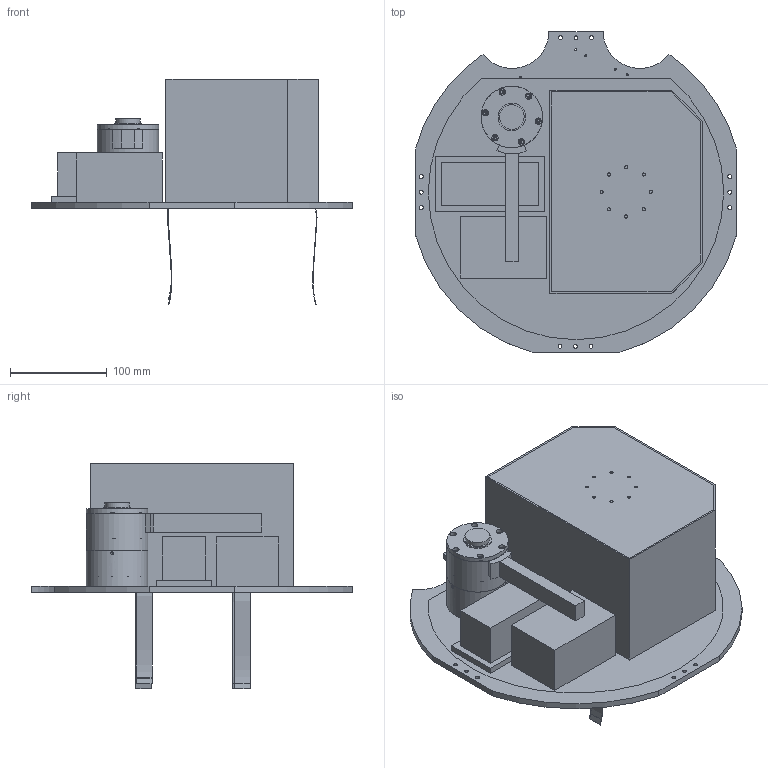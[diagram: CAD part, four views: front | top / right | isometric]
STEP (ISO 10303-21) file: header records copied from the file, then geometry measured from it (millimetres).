
FILE_DESCRIPTION(/* description */ (''),/* implementation_level */ '2;1');
FILE_NAME(/* name */ 'platelayoutCOMPDR.stp',/* time_stamp */ '2017-11-07T11:12:52-05:00',/* author */ (''),/* organization */ (''),/* preprocessor_version */ 'ST-DEVELOPER v16',/* originating_system */ 'SIEMENS PLM Software NX 11.0',/* authorisation */ '');
FILE_SCHEMA (('AUTOMOTIVE_DESIGN { 1 0 10303 214 3 1 1 1 }'));
Length unit declared in the file: inch
Products named in the file (31): OVA5647483; OVA5647_Housing484; OVA5647_IR-Glas485; OVA5647_Pigtail486; tubeholderbase2472; bearing holder473; Central Housing445; Motor End Cover444; Pitch Motor Housing V281478; End Effector V3479; RasPi_Camera_Board489; siliconbacking; rod_holder480; slide rod481; test_tube482; Shaker_motor; shaker_disk; link_arm; holderhalf463; holderhalf2464; BasePlate (1)484; PayloadSA218485; new sunshade363486; newerbox448; Electronics Box V2503; SCAMP To Scale_stp455; OVA5647_FOV504; PiCamwithsilicon; tubeholder491; shakerwithrods369492; platelayoutCOM_stp
Assembly tree (50 placements, depth 4):
  platelayoutCOM_stp
    Electronics Box V2503
    newerbox448
    new sunshade363486
    PayloadSA218485
    BasePlate (1)484
    shakerwithrods369492  x2
      tubeholder491
        bearing holder473  x4
        tubeholderbase2472
      test_tube482
      slide rod481
      rod_holder480
    PiCamwithsilicon  x4
      siliconbacking
      OVA5647_FOV504
        OVA5647_Pigtail486
        OVA5647_IR-Glas485
        OVA5647_Housing484
        OVA5647483
      RasPi_Camera_Board489
    holderhalf2464  x6
    SCAMP To Scale_stp455
      End Effector V3479
      Pitch Motor Housing V281478
      Motor End Cover444
      Central Housing445
    holderhalf463  x2
    link_arm  x2
    shaker_disk  x2
    Shaker_motor  x2
Bounding box: 331.22 x 331.22 x 232.97 mm (x, y, z)
Volume: 1938340.9 mm3; surface area: 882478.3 mm2
Topology: 75 solids, 75 shells, 2636 faces, 6530 edges, 4206 vertices
Faces by surface type: plane 1196, cylinder 888, torus 496, bspline 44, cone 12
Full cylindrical faces by diameter (mm): 1.7 x2, 2.032 x5, 2.383 x12, 2.845 x19, 3.048 x9, 3.175 x12, 3.454 x6, 3.7 x8, 3.734 x6, 4.064 x18, 5.715 x6, 6.096 x1, 6.35 x12, 6.502 x6, 6.731 x8, 7.112 x4, 8.636 x12, 9.652 x4, 9.804 x4, 12.7 x16, 13.411 x8, 17.78 x8, 18.542 x4, 19.05 x8, 20 x1, 25.4 x1, 28.575 x1, 31.75 x2, 37.973 x1, 46.99 x3
Entity records: 27748 total; most frequent: CARTESIAN_POINT 5533, DIRECTION 4627, ORIENTED_EDGE 3972, EDGE_CURVE 1986, AXIS2_PLACEMENT_3D 1866, EDGE_LOOP 1391, VERTEX_POINT 1373, CIRCLE 935
